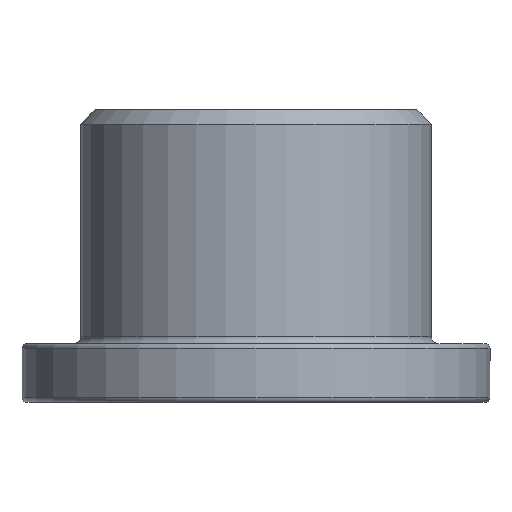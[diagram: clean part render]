
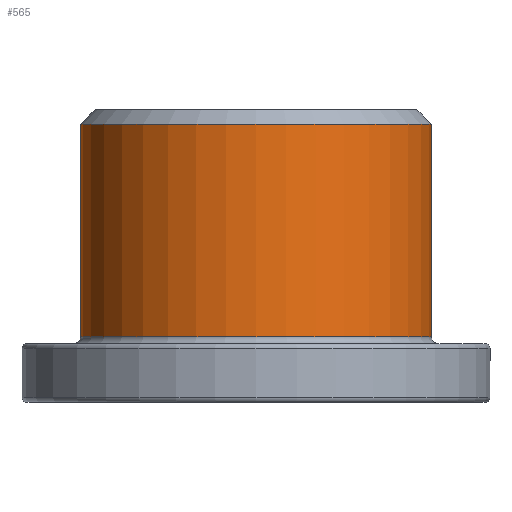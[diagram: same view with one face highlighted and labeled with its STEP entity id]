
A CAD part, left-side view. The second image highlights one B-rep face of the part: STEP entity #565.
In plain terms, the highlighted cylindrical face has radius 4.763 mm (diameter 9.525 mm), a partial arc.
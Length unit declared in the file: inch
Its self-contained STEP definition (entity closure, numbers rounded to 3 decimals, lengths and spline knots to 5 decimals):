
#10 = DIRECTION ( 'NONE',  ( 0., 0., 1. ) ) ;
#29 = CARTESIAN_POINT ( 'NONE',  ( 0., 0., 0.14063 ) ) ;
#39 = DIRECTION ( 'NONE',  ( 0., 1., 0. ) ) ;
#81 = CARTESIAN_POINT ( 'NONE',  ( 0., 0.1875, 0.14063 ) ) ;
#88 = EDGE_CURVE ( 'NONE', #268, #244, #277, .T. ) ;
#96 = CARTESIAN_POINT ( 'NONE',  ( 0., 0.1875, -0.08625 ) ) ;
#140 = CARTESIAN_POINT ( 'NONE',  ( 0., 0., 0.15625 ) ) ;
#146 = ORIENTED_EDGE ( 'NONE', *, *, #393, .T. ) ;
#173 = AXIS2_PLACEMENT_3D ( 'NONE', #140, #10, #416 ) ;
#182 = DIRECTION ( 'NONE',  ( 0., 0., 1. ) ) ;
#192 = EDGE_CURVE ( 'NONE', #290, #249, #362, .T. ) ;
#196 = EDGE_LOOP ( 'NONE', ( #197, #373, #146, #513 ) ) ;
#197 = ORIENTED_EDGE ( 'NONE', *, *, #418, .F. ) ;
#204 = AXIS2_PLACEMENT_3D ( 'NONE', #29, #308, #39 ) ;
#213 = DIRECTION ( 'NONE',  ( 0., 0., 1. ) ) ;
#244 = VERTEX_POINT ( 'NONE', #81 ) ;
#249 = VERTEX_POINT ( 'NONE', #497 ) ;
#263 = LINE ( 'NONE', #313, #443 ) ;
#268 = VERTEX_POINT ( 'NONE', #477 ) ;
#277 = CIRCLE ( 'NONE', #204, 0.1875 ) ;
#290 = VERTEX_POINT ( 'NONE', #96 ) ;
#308 = DIRECTION ( 'NONE',  ( 0., 0., -1. ) ) ;
#313 = CARTESIAN_POINT ( 'NONE',  ( 0., 0.1875, 0.15625 ) ) ;
#335 = FACE_OUTER_BOUND ( 'NONE', #196, .T. ) ;
#360 = DIRECTION ( 'NONE',  ( 0., 1., 0. ) ) ;
#362 = CIRCLE ( 'NONE', #505, 0.1875 ) ;
#373 = ORIENTED_EDGE ( 'NONE', *, *, #192, .T. ) ;
#393 = EDGE_CURVE ( 'NONE', #249, #268, #421, .T. ) ;
#416 = DIRECTION ( 'NONE',  ( 0., -1., 0. ) ) ;
#418 = EDGE_CURVE ( 'NONE', #290, #244, #263, .T. ) ;
#421 = LINE ( 'NONE', #546, #463 ) ;
#443 = VECTOR ( 'NONE', #213, 39.37008 ) ;
#463 = VECTOR ( 'NONE', #182, 39.37008 ) ;
#470 = CYLINDRICAL_SURFACE ( 'NONE', #173, 0.1875 ) ;
#477 = CARTESIAN_POINT ( 'NONE',  ( 0., -0.1875, 0.14063 ) ) ;
#497 = CARTESIAN_POINT ( 'NONE',  ( 0., -0.1875, -0.08625 ) ) ;
#505 = AXIS2_PLACEMENT_3D ( 'NONE', #586, #548, #360 ) ;
#513 = ORIENTED_EDGE ( 'NONE', *, *, #88, .T. ) ;
#546 = CARTESIAN_POINT ( 'NONE',  ( 0., -0.1875, 0.15625 ) ) ;
#548 = DIRECTION ( 'NONE',  ( 0., 0., 1. ) ) ;
#565 = ADVANCED_FACE ( 'NONE', ( #335 ), #470, .T. ) ;
#586 = CARTESIAN_POINT ( 'NONE',  ( 0., 0., -0.08625 ) ) ;
